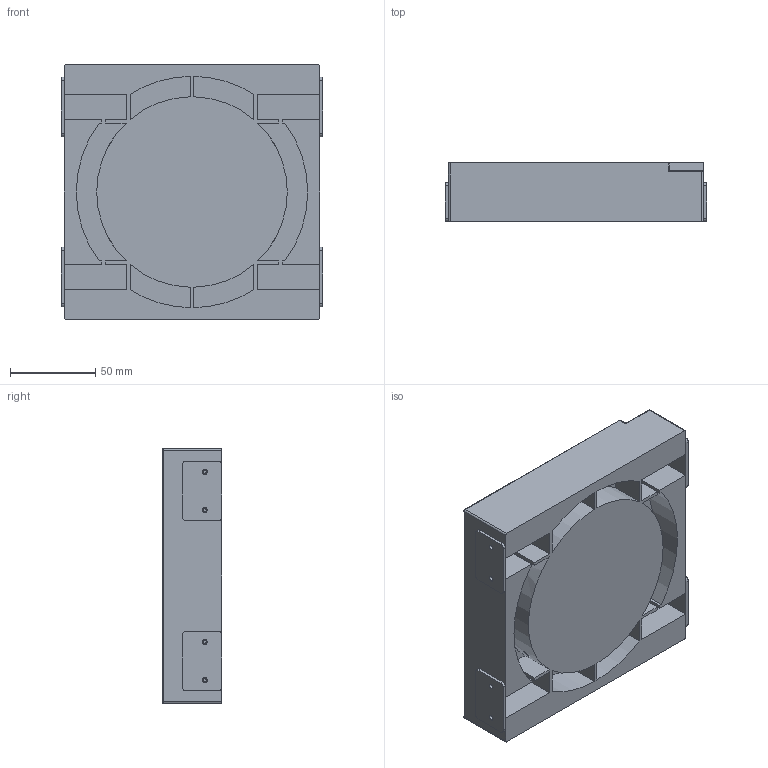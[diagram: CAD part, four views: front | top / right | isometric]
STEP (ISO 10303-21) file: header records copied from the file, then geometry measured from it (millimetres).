
FILE_DESCRIPTION(/* description */ (''),/* implementation_level */ '2;1');
FILE_NAME(/* name */ 'GIANT.step',/* time_stamp */ '2025-12-07T21:12:48+05:30',/* author */ (''),/* organization */ (''),/* preprocessor_version */ 'ST-DEVELOPER v20.1',/* originating_system */ 'Autodesk Translation Framework v14.21.0.0',/* authorisation */ '');
FILE_SCHEMA (('AUTOMOTIVE_DESIGN { 1 0 10303 214 3 1 1 }'));
Length unit declared in the file: millimetre
Products named in the file (5): GIANT; PCB; Component3; Component4; Component5
Assembly tree (4 placements, depth 2):
  GIANT
    PCB
    Component3
    Component4
    Component5
Bounding box: 153.8 x 35 x 150 mm (x, y, z)
Volume: 549152.3 mm3; surface area: 141021.9 mm2
Topology: 11 solids, 11 shells, 236 faces, 600 edges, 395 vertices
Faces by surface type: plane 169, cylinder 60, bspline 4, sphere 2, cone 1
Full cylindrical faces by diameter (mm): 1.8 x8, 3 x8, 98 x1, 102 x2
Entity records: 7303 total; most frequent: CARTESIAN_POINT 1272, DIRECTION 1235, ORIENTED_EDGE 1200, EDGE_CURVE 600, LINE 447, VECTOR 447, VERTEX_POINT 395, AXIS2_PLACEMENT_3D 394
